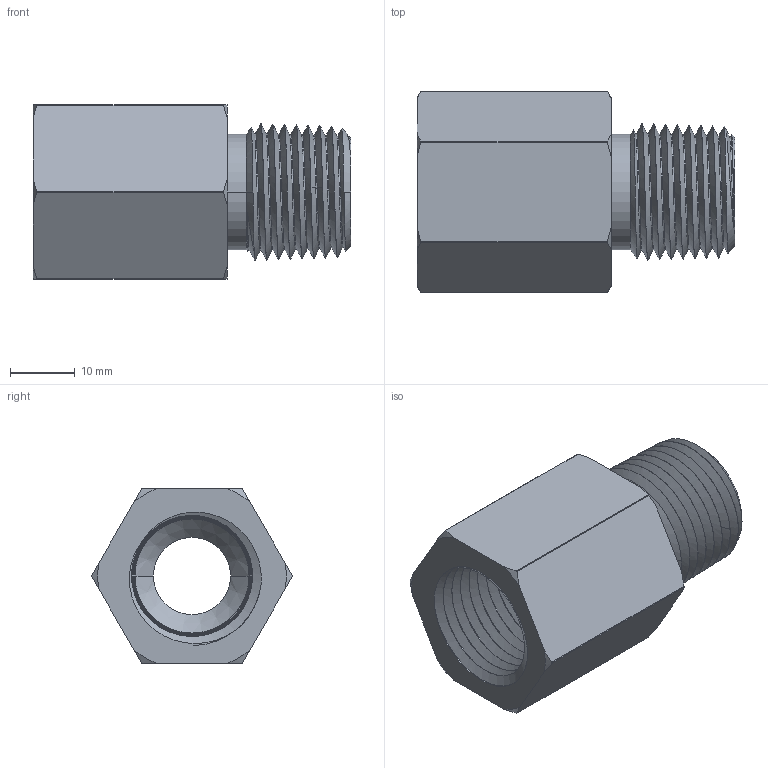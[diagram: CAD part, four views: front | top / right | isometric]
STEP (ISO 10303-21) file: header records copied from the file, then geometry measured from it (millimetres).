
FILE_DESCRIPTION((''),'2;1');
FILE_NAME('ADAPTER_H_MFAA_FM_NPT_M_ISO_TAP','2025-07-08T13:08:33',('Administrator'),(''),'CREO PARAMETRIC BY PTC INC, 2020414','CREO PARAMETRIC BY PTC INC, 2020414','');
FILE_SCHEMA(('AUTOMOTIVE_DESIGN { 1 0 10303 214 1 1 1 1 }'));
Length unit declared in the file: millimetre
Products named in the file (1): ADAPTER_H_MFAA_FM_NPT_M_ISO_TAP
Bounding box: 49 x 31 x 26.9 mm (x, y, z)
Volume: 14723.1 mm3; surface area: 8882.8 mm2
Topology: 1 solids, 1 shells, 93 faces, 256 edges, 176 vertices
Faces by surface type: cone 54, bspline 18, cylinder 12, plane 9
Entity records: 9481 total; most frequent: CARTESIAN_POINT 7238, ORIENTED_EDGE 504, DIRECTION 300, EDGE_CURVE 252, VERTEX_POINT 162, B_SPLINE_CURVE_WITH_KNOTS 140, COLOUR_RGB 116, AXIS2_PLACEMENT_3D 108
